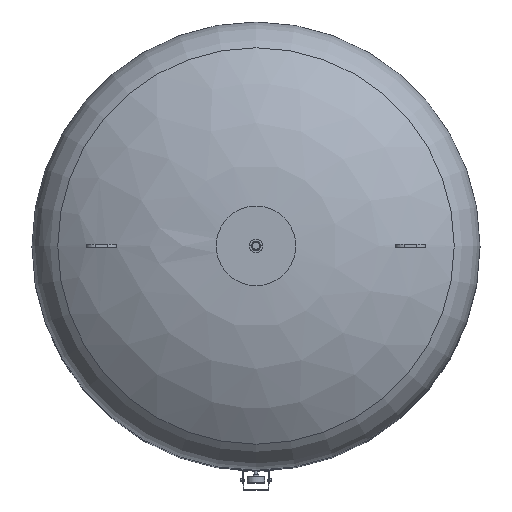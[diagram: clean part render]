
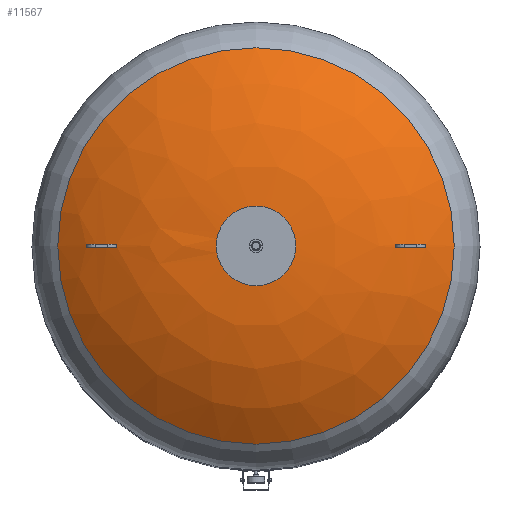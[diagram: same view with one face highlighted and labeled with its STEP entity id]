
A CAD part, top view. The second image highlights one B-rep face of the part: STEP entity #11567.
In plain terms, the highlighted free-form (B-spline) face has degree [2, 2] with [3, 9] control points.
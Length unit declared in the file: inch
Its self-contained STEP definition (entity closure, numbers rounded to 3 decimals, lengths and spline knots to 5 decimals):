
#14=(
BOUNDED_SURFACE()
B_SPLINE_SURFACE(2,2,((#18946,#18947,#18948,#18949,#18950,#18951,#18952,
#18953,#18954),(#18955,#18956,#18957,#18958,#18959,#18960,#18961,#18962,
#18963),(#18964,#18965,#18966,#18967,#18968,#18969,#18970,#18971,#18972)),
 .UNSPECIFIED.,.F.,.T.,.F.)
B_SPLINE_SURFACE_WITH_KNOTS((3,3),(3,2,2,2,3),(0.94881,1.56312),
(-3.14159,-1.5708,0.,1.5708,3.14159),
 .UNSPECIFIED.)
GEOMETRIC_REPRESENTATION_ITEM()
RATIONAL_B_SPLINE_SURFACE(((1.,0.707,1.,0.707,1.,
0.707,1.,0.707,1.),(0.953,0.674,
0.953,0.674,0.953,0.674,
0.953,0.674,0.953),(1.,0.707,
1.,0.707,1.,0.707,1.,0.707,1.)))
REPRESENTATION_ITEM('')
SURFACE()
);
#100=(
BOUNDED_CURVE()
B_SPLINE_CURVE(2,(#18974,#18975,#18976),.UNSPECIFIED.,.F.,.F.)
B_SPLINE_CURVE_WITH_KNOTS((3,3),(-1.56312,-1.19454),
 .UNSPECIFIED.)
CURVE()
GEOMETRIC_REPRESENTATION_ITEM()
RATIONAL_B_SPLINE_CURVE((1.,0.972,0.978))
REPRESENTATION_ITEM('')
);
#101=(
BOUNDED_CURVE()
B_SPLINE_CURVE(2,(#18983,#18984,#18985),.UNSPECIFIED.,.F.,.F.)
B_SPLINE_CURVE_WITH_KNOTS((3,3),(-1.07097,-0.94881),
 .UNSPECIFIED.)
CURVE()
GEOMETRIC_REPRESENTATION_ITEM()
RATIONAL_B_SPLINE_CURVE((0.985,0.991,1.))
REPRESENTATION_ITEM('')
);
#369=FACE_BOUND('',#2347,.T.);
#1540=FACE_OUTER_BOUND('',#2346,.T.);
#2346=EDGE_LOOP('',(#9471,#9472,#9473,#9474,#9475,#9476,#9477,#9478,#9479,
#9480,#9481,#9482));
#2347=EDGE_LOOP('',(#9483,#9484,#9485,#9486));
#4631=CIRCLE('',#12520,35.08725);
#4635=CIRCLE('',#12525,44.78096);
#4639=CIRCLE('',#12534,35.08725);
#4640=CIRCLE('',#12536,39.56548);
#4641=CIRCLE('',#12538,25.25235);
#4644=CIRCLE('',#12543,5.07814);
#4645=CIRCLE('',#12544,44.78098);
#4646=CIRCLE('',#12545,35.08725);
#4647=CIRCLE('',#12546,39.56549);
#4648=CIRCLE('',#12547,39.56549);
#4649=CIRCLE('',#12548,35.08725);
#4650=CIRCLE('',#12549,44.78098);
#5553=VERTEX_POINT('',#18892);
#5554=VERTEX_POINT('',#18893);
#5560=VERTEX_POINT('',#18907);
#5566=VERTEX_POINT('',#18928);
#5567=VERTEX_POINT('',#18934);
#5571=VERTEX_POINT('',#18944);
#5572=VERTEX_POINT('',#18973);
#5573=VERTEX_POINT('',#18977);
#5574=VERTEX_POINT('',#18979);
#5575=VERTEX_POINT('',#18981);
#5576=VERTEX_POINT('',#18986);
#5577=VERTEX_POINT('',#18988);
#6932=EDGE_CURVE('',#5553,#5554,#4631,.T.);
#6939=EDGE_CURVE('',#5560,#5553,#4635,.T.);
#6949=EDGE_CURVE('',#5566,#5560,#4639,.T.);
#6951=EDGE_CURVE('',#5554,#5566,#4640,.T.);
#6952=EDGE_CURVE('',#5567,#5567,#4641,.T.);
#6956=EDGE_CURVE('',#5571,#5571,#4644,.T.);
#6957=EDGE_CURVE('',#5571,#5572,#100,.T.);
#6958=EDGE_CURVE('',#5572,#5573,#4645,.T.);
#6959=EDGE_CURVE('',#5573,#5574,#4646,.T.);
#6960=EDGE_CURVE('',#5574,#5575,#4647,.T.);
#6961=EDGE_CURVE('',#5575,#5567,#101,.T.);
#6962=EDGE_CURVE('',#5575,#5576,#4648,.T.);
#6963=EDGE_CURVE('',#5576,#5577,#4649,.T.);
#6964=EDGE_CURVE('',#5577,#5572,#4650,.T.);
#9471=ORIENTED_EDGE('',*,*,#6956,.F.);
#9472=ORIENTED_EDGE('',*,*,#6957,.T.);
#9473=ORIENTED_EDGE('',*,*,#6958,.T.);
#9474=ORIENTED_EDGE('',*,*,#6959,.T.);
#9475=ORIENTED_EDGE('',*,*,#6960,.T.);
#9476=ORIENTED_EDGE('',*,*,#6961,.T.);
#9477=ORIENTED_EDGE('',*,*,#6952,.T.);
#9478=ORIENTED_EDGE('',*,*,#6961,.F.);
#9479=ORIENTED_EDGE('',*,*,#6962,.T.);
#9480=ORIENTED_EDGE('',*,*,#6963,.T.);
#9481=ORIENTED_EDGE('',*,*,#6964,.T.);
#9482=ORIENTED_EDGE('',*,*,#6957,.F.);
#9483=ORIENTED_EDGE('',*,*,#6939,.F.);
#9484=ORIENTED_EDGE('',*,*,#6949,.F.);
#9485=ORIENTED_EDGE('',*,*,#6951,.F.);
#9486=ORIENTED_EDGE('',*,*,#6932,.F.);
#11567=ADVANCED_FACE('',(#1540,#369),#14,.F.);
#12520=AXIS2_PLACEMENT_3D('',#18894,#15058,#15059);
#12525=AXIS2_PLACEMENT_3D('',#18908,#15071,#15072);
#12534=AXIS2_PLACEMENT_3D('',#18929,#15095,#15096);
#12536=AXIS2_PLACEMENT_3D('',#18932,#15100,#15101);
#12538=AXIS2_PLACEMENT_3D('',#18935,#15104,#15105);
#12543=AXIS2_PLACEMENT_3D('',#18945,#15115,#15116);
#12544=AXIS2_PLACEMENT_3D('',#18978,#15117,#15118);
#12545=AXIS2_PLACEMENT_3D('',#18980,#15119,#15120);
#12546=AXIS2_PLACEMENT_3D('',#18982,#15121,#15122);
#12547=AXIS2_PLACEMENT_3D('',#18987,#15123,#15124);
#12548=AXIS2_PLACEMENT_3D('',#18989,#15125,#15126);
#12549=AXIS2_PLACEMENT_3D('',#18990,#15127,#15128);
#15058=DIRECTION('center_axis',(0.,1.,0.));
#15059=DIRECTION('ref_axis',(0.48,0.,0.877));
#15071=DIRECTION('center_axis',(1.,0.,0.));
#15072=DIRECTION('ref_axis',(0.,-0.004,1.));
#15095=DIRECTION('center_axis',(0.,-1.,0.));
#15096=DIRECTION('ref_axis',(0.368,0.,0.93));
#15100=DIRECTION('center_axis',(-1.,0.,0.));
#15101=DIRECTION('ref_axis',(0.,0.005,1.));
#15104=DIRECTION('center_axis',(0.,0.,1.));
#15105=DIRECTION('ref_axis',(-1.,0.,0.));
#15115=DIRECTION('center_axis',(0.,0.,1.));
#15116=DIRECTION('ref_axis',(-1.,0.,0.));
#15117=DIRECTION('center_axis',(1.,0.,0.));
#15118=DIRECTION('ref_axis',(0.,-0.004,1.));
#15119=DIRECTION('center_axis',(0.,-1.,0.));
#15120=DIRECTION('ref_axis',(-0.48,0.,0.877));
#15121=DIRECTION('center_axis',(-1.,0.,0.));
#15122=DIRECTION('ref_axis',(0.,0.005,1.));
#15123=DIRECTION('center_axis',(-1.,0.,0.));
#15124=DIRECTION('ref_axis',(0.,0.005,1.));
#15125=DIRECTION('center_axis',(0.,1.,0.));
#15126=DIRECTION('ref_axis',(-0.368,0.,0.93));
#15127=DIRECTION('center_axis',(1.,0.,0.));
#15128=DIRECTION('ref_axis',(0.,-0.004,1.));
#18892=CARTESIAN_POINT('',(-865.32761,-26.37785,-126.02542));
#18893=CARTESIAN_POINT('',(-861.3906,-26.37785,-127.87289));
#18894=CARTESIAN_POINT('Origin',(-878.23588,-26.37785,-158.65197));
#18907=CARTESIAN_POINT('',(-865.32761,-25.98415,-126.02542));
#18908=CARTESIAN_POINT('Origin',(-865.32761,-26.181,-170.80596));
#18928=CARTESIAN_POINT('',(-861.3906,-25.98415,-127.87289));
#18929=CARTESIAN_POINT('Origin',(-878.23588,-25.98415,-158.65197));
#18932=CARTESIAN_POINT('Origin',(-861.3906,-26.181,-167.43789));
#18934=CARTESIAN_POINT('',(-908.29658,-26.181,-130.13551));
#18935=CARTESIAN_POINT('Origin',(-883.04423,-26.181,-130.1355));
#18944=CARTESIAN_POINT('',(-888.12238,-26.181,-123.56551));
#18945=CARTESIAN_POINT('Origin',(-883.04424,-26.181,-123.56551));
#18946=CARTESIAN_POINT('Ctrl Pts',(-908.29658,-26.181,
-130.13551));
#18947=CARTESIAN_POINT('Ctrl Pts',(-908.29658,-51.43335,
-130.13551));
#18948=CARTESIAN_POINT('Ctrl Pts',(-883.04423,-51.43335,
-130.1355));
#18949=CARTESIAN_POINT('Ctrl Pts',(-857.79189,-51.43335,
-130.13549));
#18950=CARTESIAN_POINT('Ctrl Pts',(-857.79189,-26.181,
-130.13549));
#18951=CARTESIAN_POINT('Ctrl Pts',(-857.79189,-0.92865,
-130.13549));
#18952=CARTESIAN_POINT('Ctrl Pts',(-883.04423,-0.92865,
-130.1355));
#18953=CARTESIAN_POINT('Ctrl Pts',(-908.29658,-0.92865,
-130.13551));
#18954=CARTESIAN_POINT('Ctrl Pts',(-908.29658,-26.181,
-130.13551));
#18955=CARTESIAN_POINT('Ctrl Pts',(-899.25147,-26.181,
-123.65092));
#18956=CARTESIAN_POINT('Ctrl Pts',(-899.25147,-42.38823,
-123.65092));
#18957=CARTESIAN_POINT('Ctrl Pts',(-883.04424,-42.38823,-123.65091));
#18958=CARTESIAN_POINT('Ctrl Pts',(-866.837,-42.38823,
-123.65091));
#18959=CARTESIAN_POINT('Ctrl Pts',(-866.837,-26.181,
-123.65091));
#18960=CARTESIAN_POINT('Ctrl Pts',(-866.837,-9.97377,
-123.65091));
#18961=CARTESIAN_POINT('Ctrl Pts',(-883.04424,-9.97377,-123.65091));
#18962=CARTESIAN_POINT('Ctrl Pts',(-899.25147,-9.97377,
-123.65092));
#18963=CARTESIAN_POINT('Ctrl Pts',(-899.25147,-26.181,
-123.65092));
#18964=CARTESIAN_POINT('Ctrl Pts',(-888.12238,-26.181,
-123.56551));
#18965=CARTESIAN_POINT('Ctrl Pts',(-888.12238,-31.25914,
-123.56551));
#18966=CARTESIAN_POINT('Ctrl Pts',(-883.04424,-31.25914,
-123.56551));
#18967=CARTESIAN_POINT('Ctrl Pts',(-877.96609,-31.25914,
-123.56551));
#18968=CARTESIAN_POINT('Ctrl Pts',(-877.96609,-26.181,
-123.56551));
#18969=CARTESIAN_POINT('Ctrl Pts',(-877.96609,-21.10286,
-123.56551));
#18970=CARTESIAN_POINT('Ctrl Pts',(-883.04424,-21.10286,
-123.56551));
#18971=CARTESIAN_POINT('Ctrl Pts',(-888.12238,-21.10286,
-123.56551));
#18972=CARTESIAN_POINT('Ctrl Pts',(-888.12238,-26.181,
-123.56551));
#18973=CARTESIAN_POINT('',(-900.76084,-26.181,-126.02499));
#18974=CARTESIAN_POINT('Ctrl Pts',(-888.12238,-26.181,
-123.56551));
#18975=CARTESIAN_POINT('Ctrl Pts',(-894.67114,-26.181,
-123.61577));
#18976=CARTESIAN_POINT('Ctrl Pts',(-900.76084,-26.181,
-126.02499));
#18977=CARTESIAN_POINT('',(-900.76084,-26.37785,-126.02543));
#18978=CARTESIAN_POINT('Origin',(-900.76084,-26.181,-170.80598));
#18979=CARTESIAN_POINT('',(-904.69785,-26.37785,-127.8729));
#18980=CARTESIAN_POINT('Origin',(-887.85257,-26.37785,-158.65198));
#18981=CARTESIAN_POINT('',(-904.69785,-26.181,-127.87241));
#18982=CARTESIAN_POINT('Origin',(-904.69785,-26.181,-167.4379));
#18983=CARTESIAN_POINT('Ctrl Pts',(-904.69785,-26.181,
-127.87241));
#18984=CARTESIAN_POINT('Ctrl Pts',(-906.56589,-26.181,
-128.89475));
#18985=CARTESIAN_POINT('Ctrl Pts',(-908.29658,-26.181,
-130.13551));
#18986=CARTESIAN_POINT('',(-904.69785,-25.98415,-127.8729));
#18987=CARTESIAN_POINT('Origin',(-904.69785,-26.181,-167.4379));
#18988=CARTESIAN_POINT('',(-900.76084,-25.98415,-126.02543));
#18989=CARTESIAN_POINT('Origin',(-887.85257,-25.98415,-158.65198));
#18990=CARTESIAN_POINT('Origin',(-900.76084,-26.181,-170.80598));
